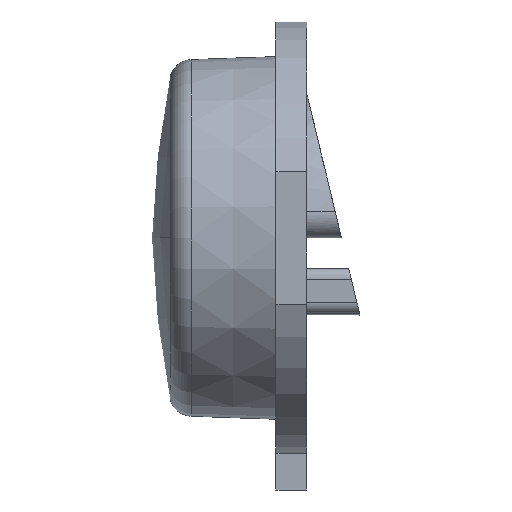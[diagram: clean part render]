
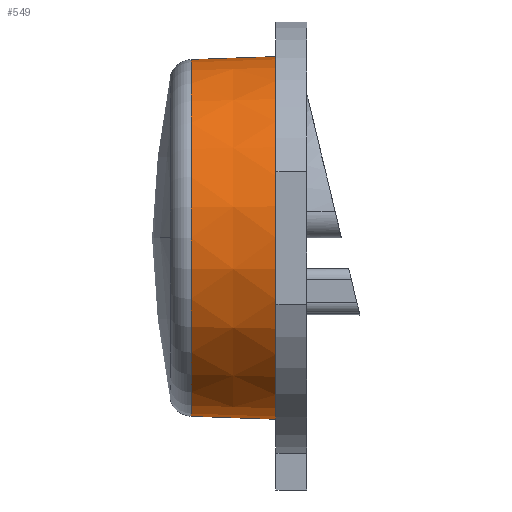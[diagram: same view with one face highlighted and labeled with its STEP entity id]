
A CAD part, left-side view. The second image highlights one B-rep face of the part: STEP entity #549.
In plain terms, the highlighted conical face has half-angle 2 degrees and reference radius 4.1 mm.
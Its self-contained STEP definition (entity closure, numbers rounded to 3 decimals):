
#87 = AXIS2_PLACEMENT_3D ( 'NONE', #1528, #1524, #1523 ) ;
#88 = AXIS2_PLACEMENT_3D ( 'NONE', #1519, #1518, #1516 ) ;
#123 = AXIS2_PLACEMENT_3D ( 'NONE', #645, #640, #646 ) ;
#193 = EDGE_CURVE ( 'NONE', #1367, #1383, #940, .T. ) ;
#194 = EDGE_CURVE ( 'NONE', #1368, #1383, #944, .T. ) ;
#195 = EDGE_CURVE ( 'NONE', #1370, #1368, #943, .T. ) ;
#196 = EDGE_CURVE ( 'NONE', #1367, #1370, #946, .T. ) ;
#383 = CARTESIAN_POINT ( 'NONE',  ( 0., 2.62, -4.033 ) ) ;
#386 = CARTESIAN_POINT ( 'NONE',  ( 0., 0.7, -4.1 ) ) ;
#387 = CARTESIAN_POINT ( 'NONE',  ( 0., 2.62, 4.033 ) ) ;
#503 = CARTESIAN_POINT ( 'NONE',  ( 0., 0.7, 4.1 ) ) ;
#549 = ADVANCED_FACE ( 'NONE', ( #1034 ), #1041, .T. ) ;
#640 = DIRECTION ( 'NONE',  ( 0., -1., 0. ) ) ;
#645 = CARTESIAN_POINT ( 'NONE',  ( 0., 0.7, 0. ) ) ;
#646 = DIRECTION ( 'NONE',  ( 0., 0., 1. ) ) ;
#724 = EDGE_LOOP ( 'NONE', ( #1088, #1089, #1090, #1091 ) ) ;
#940 = LINE ( 'NONE', #1537, #942 ) ;
#942 = VECTOR ( 'NONE', #1530, 1000. ) ;
#943 = LINE ( 'NONE', #1529, #947 ) ;
#944 = CIRCLE ( 'NONE', #87, 4.1 ) ;
#946 = CIRCLE ( 'NONE', #88, 4.033 ) ;
#947 = VECTOR ( 'NONE', #1532, 1000. ) ;
#1034 = FACE_OUTER_BOUND ( 'NONE', #724, .T. ) ;
#1041 = CONICAL_SURFACE ( 'NONE', #123, 4.1, 0.035 ) ;
#1088 = ORIENTED_EDGE ( 'NONE', *, *, #196, .T. ) ;
#1089 = ORIENTED_EDGE ( 'NONE', *, *, #195, .T. ) ;
#1090 = ORIENTED_EDGE ( 'NONE', *, *, #194, .T. ) ;
#1091 = ORIENTED_EDGE ( 'NONE', *, *, #193, .F. ) ;
#1367 = VERTEX_POINT ( 'NONE', #387 ) ;
#1368 = VERTEX_POINT ( 'NONE', #386 ) ;
#1370 = VERTEX_POINT ( 'NONE', #383 ) ;
#1383 = VERTEX_POINT ( 'NONE', #503 ) ;
#1516 = DIRECTION ( 'NONE',  ( 0., 0., -1. ) ) ;
#1518 = DIRECTION ( 'NONE',  ( 0., -1., 0. ) ) ;
#1519 = CARTESIAN_POINT ( 'NONE',  ( 0., 2.62, 0. ) ) ;
#1523 = DIRECTION ( 'NONE',  ( 0., 0., 1. ) ) ;
#1524 = DIRECTION ( 'NONE',  ( 0., 1., 0. ) ) ;
#1528 = CARTESIAN_POINT ( 'NONE',  ( 0., 0.7, 0. ) ) ;
#1529 = CARTESIAN_POINT ( 'NONE',  ( 0., 0.7, -4.1 ) ) ;
#1530 = DIRECTION ( 'NONE',  ( 0., -0.999, 0.035 ) ) ;
#1532 = DIRECTION ( 'NONE',  ( 0., -0.999, -0.035 ) ) ;
#1537 = CARTESIAN_POINT ( 'NONE',  ( 0., 0.7, 4.1 ) ) ;
